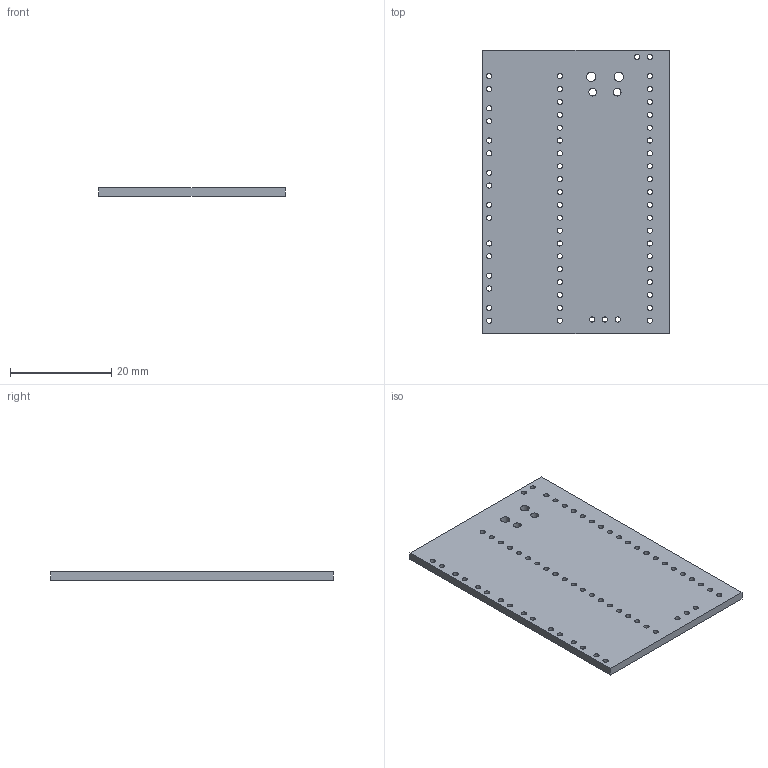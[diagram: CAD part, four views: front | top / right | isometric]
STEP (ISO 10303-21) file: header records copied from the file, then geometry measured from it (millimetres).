
FILE_DESCRIPTION(('KiCad electronic assembly'),'2;1');
FILE_NAME('RB2 Drums Rev5.step','2023-08-17T09:06:56',('Pcbnew'),( 'Kicad'),'Open CASCADE STEP processor 7.7','KiCad to STEP converter' ,'Unknown');
FILE_SCHEMA(('AUTOMOTIVE_DESIGN { 1 0 10303 214 1 1 1 1 }'));
Length unit declared in the file: millimetre
Products named in the file (2): RB2 Drums Rev5 1; _autosave-RB2 Drums Rev5 PCB
Assembly tree (1 placements, depth 2):
  RB2 Drums Rev5 1
    _autosave-RB2 Drums Rev5 PCB
Bounding box: 36.83 x 55.88 x 1.6 mm (x, y, z)
Volume: 3199.3 mm3; surface area: 4641.8 mm2
Topology: 1 solids, 1 shells, 71 faces, 207 edges, 138 vertices
Faces by surface type: cylinder 65, plane 6
Full cylindrical faces by diameter (mm): 1.02 x61, 1.5 x2, 1.8 x2
Entity records: 5821 total; most frequent: CARTESIAN_POINT 1612, DIRECTION 767, ORIENTED_EDGE 414, PCURVE 414, DEFINITIONAL_REPRESENTATION 414, LINE 361, VECTOR 361, EDGE_CURVE 207
